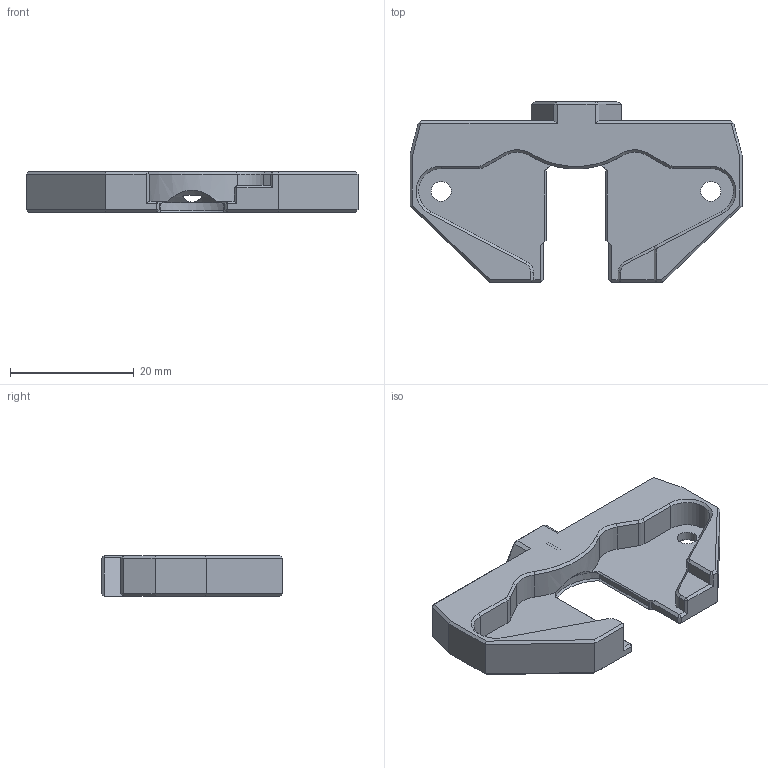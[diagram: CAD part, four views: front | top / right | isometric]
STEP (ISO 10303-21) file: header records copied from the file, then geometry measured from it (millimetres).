
FILE_DESCRIPTION(/* description */ ('STEP AP242','CAx-IF Rec.Pracs.---Representation and Presentation of Product Manufacturing Information (PMI)---4.0---2014-10-13','CAx-IF Rec.Pracs.---3D Tessellated Geometry---0.4---2014-09-14','2;1'),/* implementation_level */ '2;1');
FILE_NAME(/* name */ '68a444a3b527b34700843699',/* time_stamp */ '2025-08-19T09:32:20Z',/* author */ (''),/* organization */ (''),/* preprocessor_version */ 'ST-DEVELOPER v20',/* originating_system */ 'ONSHAPE BY PTC INC, 1.202',/* authorisation */ ' ');
FILE_SCHEMA (('AP242_MANAGED_MODEL_BASED_3D_ENGINEERING_MIM_LF { 1 0 10303 442 1 1 4 }'));
Length unit declared in the file: metre
Products named in the file (1): Crossbow cutter holder - WW-BMG (Sherpa-Mini spacing)
Bounding box: 53.59 x 29.19 x 6.6 mm (x, y, z)
Volume: 4415.1 mm3; surface area: 3690.9 mm2
Topology: 1 solids, 1 shells, 152 faces, 374 edges, 225 vertices
Faces by surface type: plane 118, cone 17, cylinder 17
Full cylindrical faces by diameter (mm): 3.2 x2, 3.4 x2
Entity records: 4337 total; most frequent: CARTESIAN_POINT 779, ORIENTED_EDGE 726, DIRECTION 714, EDGE_CURVE 363, LINE 296, VECTOR 296, VERTEX_POINT 221, AXIS2_PLACEMENT_3D 209
